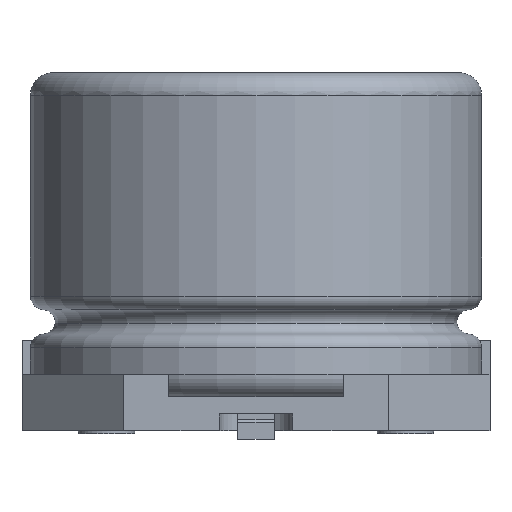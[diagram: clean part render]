
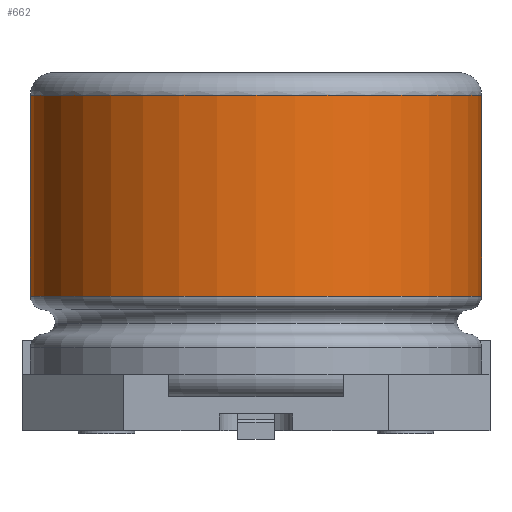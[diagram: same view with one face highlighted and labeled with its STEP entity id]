
A CAD part, front view. The second image highlights one B-rep face of the part: STEP entity #662.
In plain terms, the highlighted cylindrical face has radius 4 mm (diameter 8 mm), a full revolution.
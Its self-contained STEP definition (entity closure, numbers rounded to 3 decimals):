
#662 = ADVANCED_FACE( '', ( #1371, #1372 ), #1373, .T. );
#1371 = FACE_OUTER_BOUND( '', #2103, .T. );
#1372 = FACE_OUTER_BOUND( '', #2104, .T. );
#1373 = CYLINDRICAL_SURFACE( '', #2105, 4. );
#2103 = EDGE_LOOP( '', ( #4069 ) );
#2104 = EDGE_LOOP( '', ( #4070 ) );
#2105 = AXIS2_PLACEMENT_3D( '', #4071, #4072, #4073 );
#4069 = ORIENTED_EDGE( '', *, *, #4984, .T. );
#4070 = ORIENTED_EDGE( '', *, *, #4363, .T. );
#4071 = CARTESIAN_POINT( '', ( 0., 0., 9.9 ) );
#4072 = DIRECTION( '', ( 0., 0., -1. ) );
#4073 = DIRECTION( '', ( 1., 0., 0. ) );
#4363 = EDGE_CURVE( '', #5142, #5142, #5143, .T. );
#4984 = EDGE_CURVE( '', #6078, #6078, #6079, .T. );
#5142 = VERTEX_POINT( '', #6367 );
#5143 = CIRCLE( '', #6368, 4. );
#6078 = VERTEX_POINT( '', #8116 );
#6079 = CIRCLE( '', #8117, 4. );
#6367 = CARTESIAN_POINT( '', ( 4., 0., 1.788 ) );
#6368 = AXIS2_PLACEMENT_3D( '', #8265, #8266, #8267 );
#8116 = CARTESIAN_POINT( '', ( -4., 0., 5.35 ) );
#8117 = AXIS2_PLACEMENT_3D( '', #8778, #8779, #8780 );
#8265 = CARTESIAN_POINT( '', ( 0., 0., 1.788 ) );
#8266 = DIRECTION( '', ( 0., 0., 1. ) );
#8267 = DIRECTION( '', ( 1., 0., 0. ) );
#8778 = CARTESIAN_POINT( '', ( 0., 0., 5.35 ) );
#8779 = DIRECTION( '', ( 0., 0., -1. ) );
#8780 = DIRECTION( '', ( -1., 0., 0. ) );
